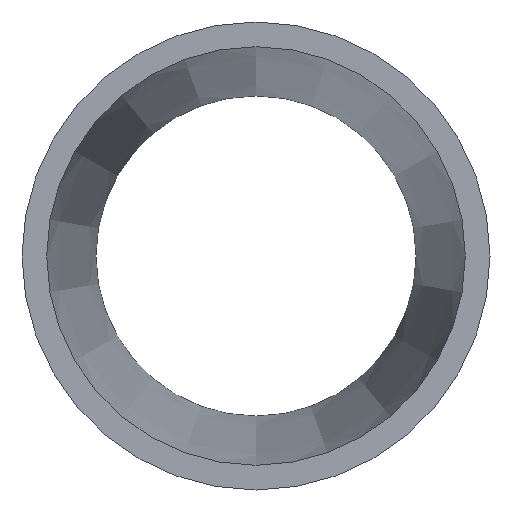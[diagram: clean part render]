
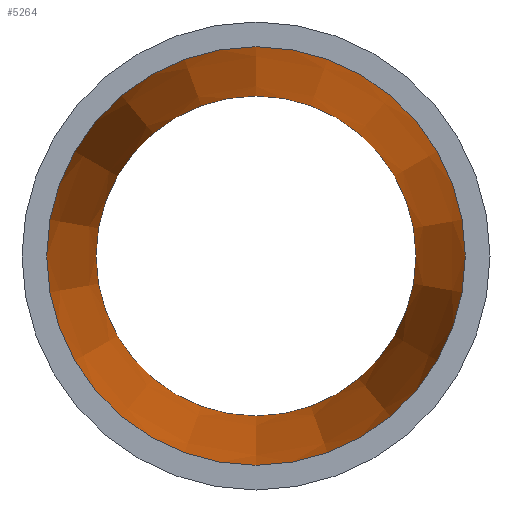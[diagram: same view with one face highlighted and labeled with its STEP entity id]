
A CAD part, front view. The second image highlights one B-rep face of the part: STEP entity #5264.
In plain terms, the highlighted conical face has half-angle 4.574 degrees and reference radius 16.994 mm.
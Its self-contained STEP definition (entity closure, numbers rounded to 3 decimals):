
#173 = CARTESIAN_POINT ( 'NONE',  ( 0., 0., 0. ) ) ;
#615 = DIRECTION ( 'NONE',  ( 0., -1., 0. ) ) ;
#1554 = AXIS2_PLACEMENT_3D ( 'NONE', #15664, #3099, #22864 ) ;
#2647 = FACE_BOUND ( 'NONE', #20476, .T. ) ;
#3099 = DIRECTION ( 'NONE',  ( 0., -1., 0. ) ) ;
#4327 = VERTEX_POINT ( 'NONE', #4572 ) ;
#4572 = CARTESIAN_POINT ( 'NONE',  ( 0., 0., -16.994 ) ) ;
#5264 = ADVANCED_FACE ( 'NONE', ( #2647, #20413 ), #5467, .F. ) ;
#5325 = CIRCLE ( 'NONE', #14392, 16.994 ) ;
#5467 = CONICAL_SURFACE ( 'NONE', #16792, 16.994, 0.08 ) ;
#7565 = DIRECTION ( 'NONE',  ( 0., 0., -1. ) ) ;
#7914 = CARTESIAN_POINT ( 'NONE',  ( 0., 50., -12.994 ) ) ;
#8927 = EDGE_CURVE ( 'NONE', #4327, #4327, #5325, .T. ) ;
#10242 = ORIENTED_EDGE ( 'NONE', *, *, #10653, .F. ) ;
#10653 = EDGE_CURVE ( 'NONE', #16891, #16891, #10664, .T. ) ;
#10664 = CIRCLE ( 'NONE', #1554, 12.994 ) ;
#11178 = EDGE_LOOP ( 'NONE', ( #13859 ) ) ;
#13110 = CARTESIAN_POINT ( 'NONE',  ( 0., 0., 0. ) ) ;
#13859 = ORIENTED_EDGE ( 'NONE', *, *, #8927, .T. ) ;
#14392 = AXIS2_PLACEMENT_3D ( 'NONE', #173, #16660, #7565 ) ;
#15664 = CARTESIAN_POINT ( 'NONE',  ( 0., 50., 0. ) ) ;
#16660 = DIRECTION ( 'NONE',  ( 0., -1., 0. ) ) ;
#16792 = AXIS2_PLACEMENT_3D ( 'NONE', #13110, #615, #18515 ) ;
#16891 = VERTEX_POINT ( 'NONE', #7914 ) ;
#18515 = DIRECTION ( 'NONE',  ( 0., 0., -1. ) ) ;
#20413 = FACE_OUTER_BOUND ( 'NONE', #11178, .T. ) ;
#20476 = EDGE_LOOP ( 'NONE', ( #10242 ) ) ;
#22864 = DIRECTION ( 'NONE',  ( 0., 0., -1. ) ) ;
